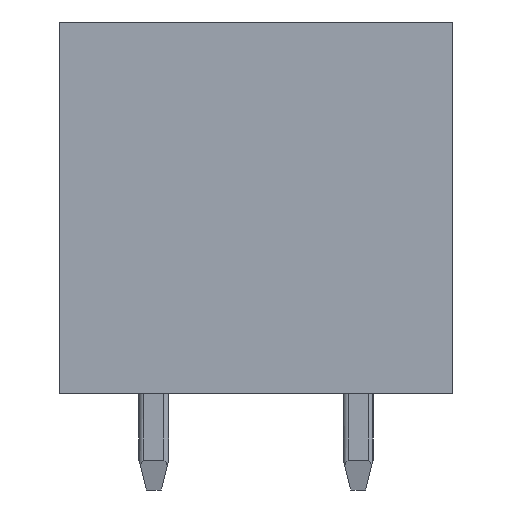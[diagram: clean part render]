
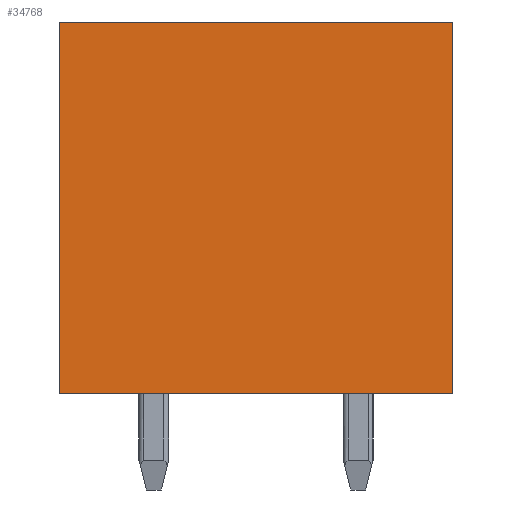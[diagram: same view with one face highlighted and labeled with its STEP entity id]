
A CAD part, left-side view. The second image highlights one B-rep face of the part: STEP entity #34768.
In plain terms, the highlighted planar face has unit normal (-1, 0, 0).
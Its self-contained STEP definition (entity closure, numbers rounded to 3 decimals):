
#2761=DIRECTION('',(0.,0.,-1.));
#2762=VECTOR('',#2761,10.);
#2763=CARTESIAN_POINT('',(-81.3,-5.3,3.7));
#2764=LINE('',#2763,#2762);
#2765=DIRECTION('',(0.,1.,0.));
#2766=VECTOR('',#2765,10.6);
#2767=CARTESIAN_POINT('',(-81.3,-5.3,-6.3));
#2768=LINE('',#2767,#2766);
#2769=DIRECTION('',(0.,0.,1.));
#2770=VECTOR('',#2769,10.);
#2771=CARTESIAN_POINT('',(-81.3,5.3,-6.3));
#2772=LINE('',#2771,#2770);
#2773=DIRECTION('',(0.,-1.,0.));
#2774=VECTOR('',#2773,10.6);
#2775=CARTESIAN_POINT('',(-81.3,5.3,3.7));
#2776=LINE('',#2775,#2774);
#25609=CARTESIAN_POINT('',(-81.3,-5.3,3.7));
#25610=CARTESIAN_POINT('',(-81.3,-5.3,-6.3));
#25611=VERTEX_POINT('',#25609);
#25612=VERTEX_POINT('',#25610);
#25613=CARTESIAN_POINT('',(-81.3,5.3,-6.3));
#25614=VERTEX_POINT('',#25613);
#25615=CARTESIAN_POINT('',(-81.3,5.3,3.7));
#25616=VERTEX_POINT('',#25615);
#34757=CARTESIAN_POINT('',(-81.3,0.,0.));
#34758=DIRECTION('',(1.,0.,0.));
#34759=DIRECTION('',(0.,-1.,0.));
#34760=AXIS2_PLACEMENT_3D('',#34757,#34758,#34759);
#34761=PLANE('',#34760);
#34762=ORIENTED_EDGE('',*,*,#32431,.T.);
#34763=ORIENTED_EDGE('',*,*,#32446,.T.);
#34764=ORIENTED_EDGE('',*,*,#33288,.T.);
#34765=ORIENTED_EDGE('',*,*,#33301,.T.);
#34766=EDGE_LOOP('',(#34762,#34763,#34764,#34765));
#34767=FACE_OUTER_BOUND('',#34766,.F.);
#34768=ADVANCED_FACE('',(#34767),#34761,.F.);
#32431=EDGE_CURVE('',#25611,#25612,#2764,.T.);
#32446=EDGE_CURVE('',#25612,#25614,#2768,.T.);
#33288=EDGE_CURVE('',#25614,#25616,#2772,.T.);
#33301=EDGE_CURVE('',#25616,#25611,#2776,.T.);
